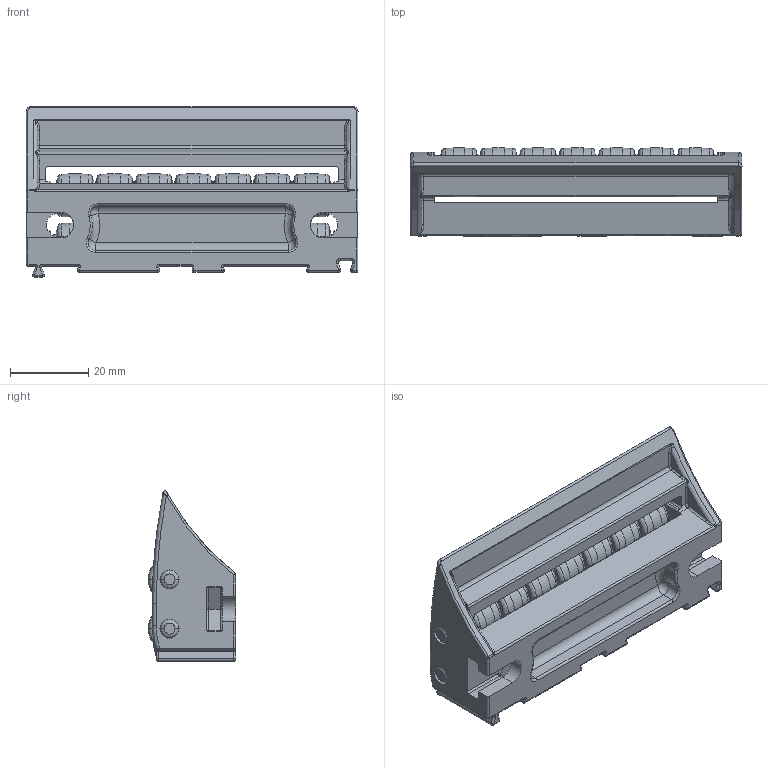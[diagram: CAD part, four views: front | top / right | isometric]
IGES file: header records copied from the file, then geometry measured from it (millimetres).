
Start section:  PTC IGES file: s0672687412.igs
Global section: file name: s0672687412.igs; native system: Pro/ENGINEER by Parametric Technology Corporation; preprocessor: 2009380; author: RCRU51; organization: Rex Nord Marbet spa; date: 20100521.115738; units: millimetre
Bounding box: 85 x 22.5 x 43.56 mm (x, y, z)
Surface area: 23205.4 mm2 (no closed solid volume)
Topology: 0 solids, 0 shells, 881 faces, 3772 edges, 3772 vertices
Faces by surface type: revolution 710, bspline 171
